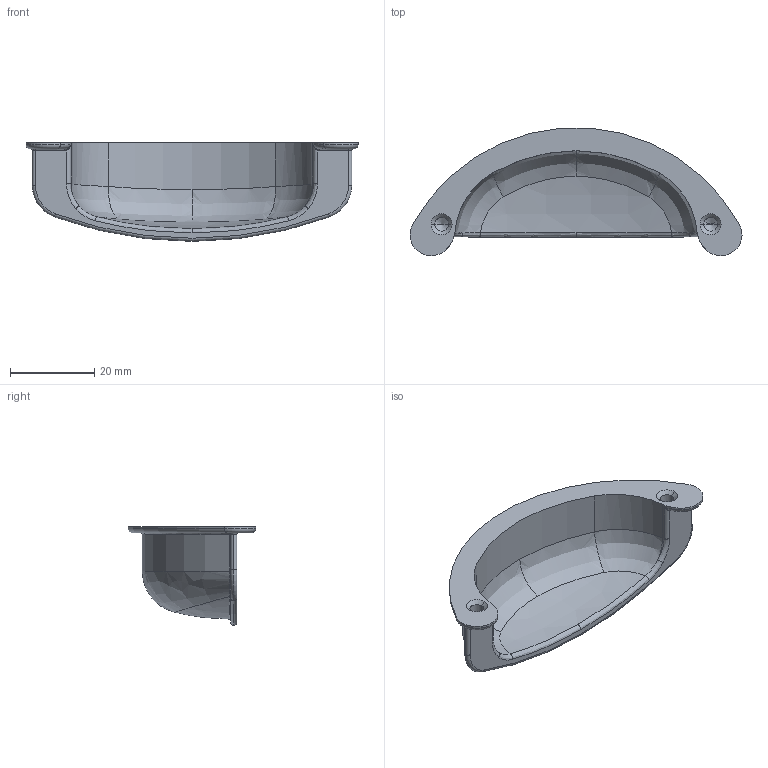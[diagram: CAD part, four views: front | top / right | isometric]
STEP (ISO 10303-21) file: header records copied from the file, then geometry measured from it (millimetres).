
FILE_DESCRIPTION(('Creo Elements/Direct Modeling STEP Export'),'2;1');
FILE_NAME('1003-79.stp','2025-01-10T11:47:48',(''),(''),'Creo Elements/Direct Modeling STEP processor for AP214 (Solid Model)','Creo Elements/Direct Modeling 20.0 12-Nov-2016 (C) Parametric Technology GmbH','');
FILE_SCHEMA(('AUTOMOTIVE_DESIGN { 1 0 10303 214 1 1 1 1 }'));
Length unit declared in the file: millimetre
Products named in the file (1): 1003-79
Bounding box: 79 x 30.35 x 23.5 mm (x, y, z)
Volume: 6106.7 mm3; surface area: 6432.7 mm2
Topology: 1 solids, 1 shells, 90 faces, 210 edges, 120 vertices
Faces by surface type: bspline 36, cylinder 26, torus 14, cone 8, plane 6
Entity records: 13423 total; most frequent: CARTESIAN_POINT 11692, ORIENTED_EDGE 408, DIRECTION 272, EDGE_CURVE 204, VERTEX_POINT 120, AXIS2_PLACEMENT_3D 115, EDGE_LOOP 94, FACE_OUTER_BOUND 90
